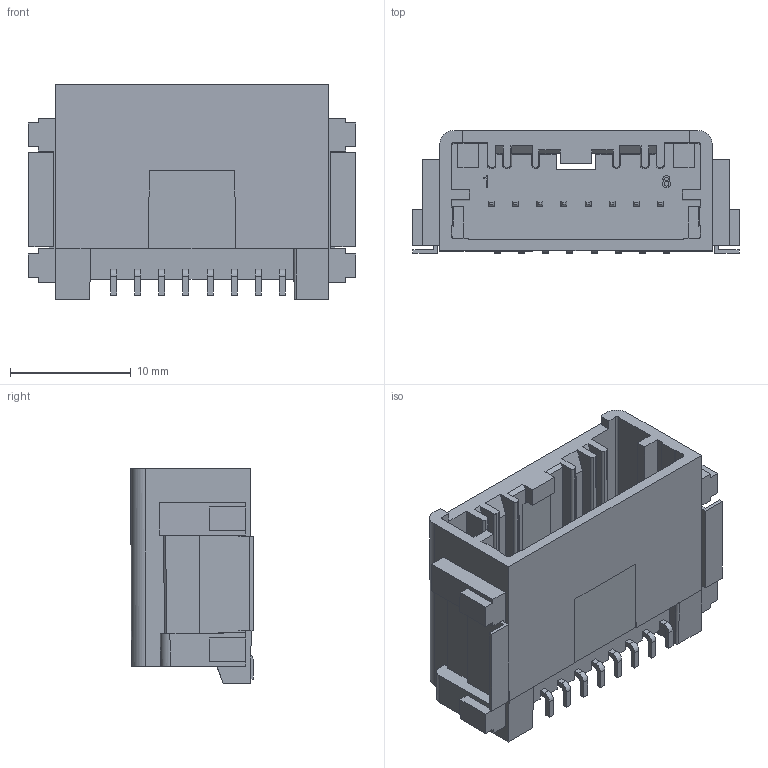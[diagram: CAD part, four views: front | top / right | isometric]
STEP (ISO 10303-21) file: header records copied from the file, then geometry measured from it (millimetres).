
FILE_DESCRIPTION((''),'2;1');
FILE_NAME('349126080','2021-05-06T',('gga'),(''),'PRO/ENGINEER BY PARAMETRIC TECHNOLOGY CORPORATION, 2016010','PRO/ENGINEER BY PARAMETRIC TECHNOLOGY CORPORATION, 2016010','');
FILE_SCHEMA(('CONFIG_CONTROL_DESIGN'));
Length unit declared in the file: millimetre
Products named in the file (1): 349126080
Bounding box: 27.19 x 10.17 x 17.8 mm (x, y, z)
Volume: 1534.7 mm3; surface area: 3082 mm2
Topology: 1 solids, 1 shells, 580 faces, 1743 edges, 1163 vertices
Faces by surface type: plane 511, cylinder 67, bspline 2
Entity records: 19474 total; most frequent: CARTESIAN_POINT 3875, ORIENTED_EDGE 3406, DIRECTION 2883, EDGE_CURVE 1703, VECTOR 1589, LINE 1589, VERTEX_POINT 1123, AXIS2_PLACEMENT_3D 647
